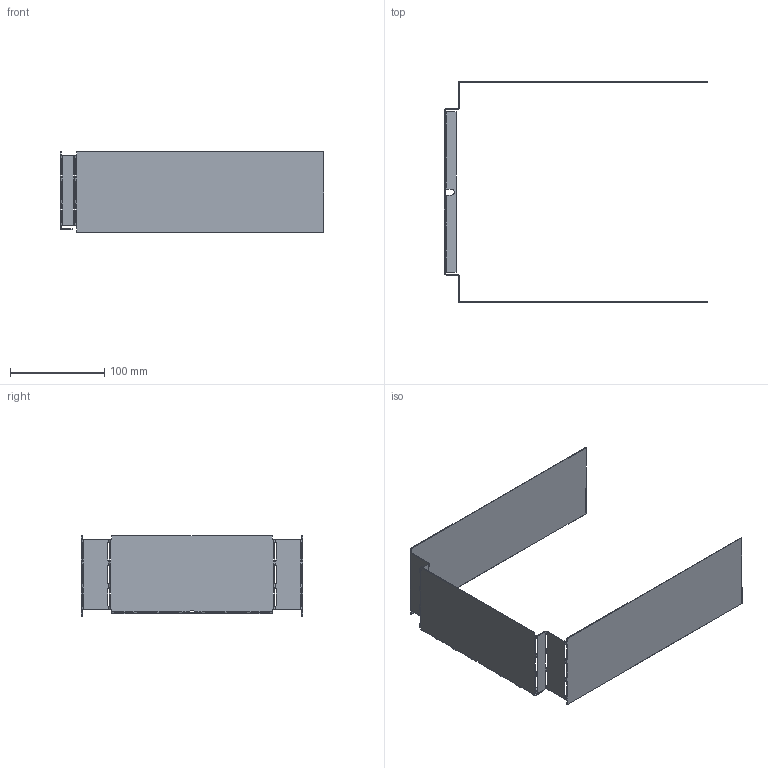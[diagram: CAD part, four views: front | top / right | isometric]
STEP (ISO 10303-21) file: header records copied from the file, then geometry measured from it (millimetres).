
FILE_DESCRIPTION(('CATIA V5R24 STEP','CAx-IF Rec.Pracs.--- Model Styling and Organization---1.2---2011-12-15'),'2;1');
FILE_NAME ('D1451706_1_1391050000_1391050000.stp','2018-07-25T05:20:18+00:00',('none'),('Weidmueller'),'CATIA Version 5-6 Release 2014 SP4 HF52','CATIA V5 STEP AP214','none');
FILE_SCHEMA(('AUTOMOTIVE_DESIGN { 1 0 10303 214 1 1 1 1 }'));
Length unit declared in the file: millimetre
Products named in the file (1): KLIPPON_COPL_256012
Bounding box: 278.58 x 234.17 x 85.5 mm (x, y, z)
Volume: 52910.2 mm3; surface area: 134595.5 mm2
Topology: 1 solids, 1 shells, 334 faces, 890 edges, 508 vertices
Faces by surface type: cylinder 166, plane 118, bspline 50
Entity records: 12598 total; most frequent: CARTESIAN_POINT 4888, ORIENTED_EDGE 1780, DIRECTION 1277, EDGE_CURVE 890, VECTOR 508, LINE 508, VERTEX_POINT 508, AXIS2_PLACEMENT_3D 499
